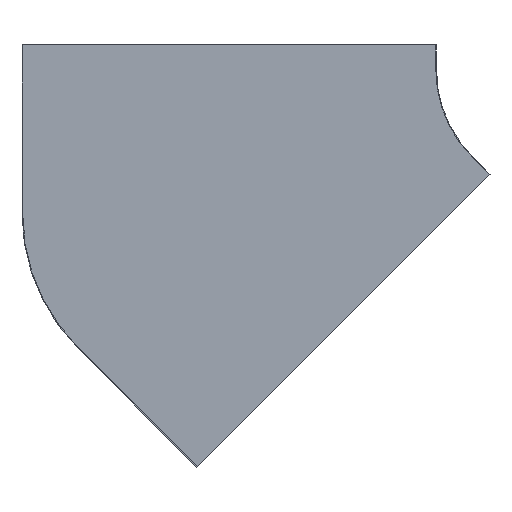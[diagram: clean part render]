
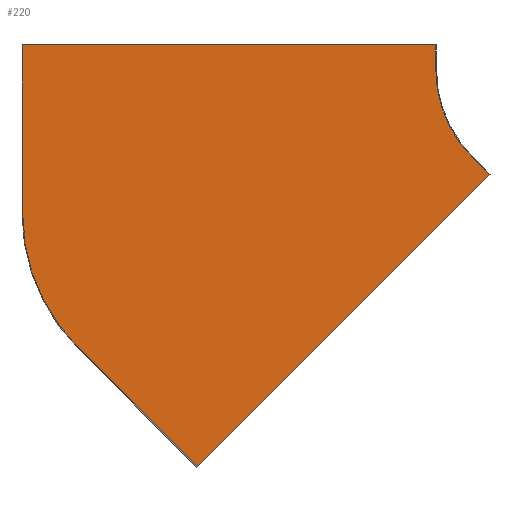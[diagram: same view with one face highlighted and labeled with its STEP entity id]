
A CAD part, front view. The second image highlights one B-rep face of the part: STEP entity #220.
In plain terms, the highlighted planar face has unit normal (0, -1, 0).
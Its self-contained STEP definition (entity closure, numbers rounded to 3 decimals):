
#4 = DIRECTION ( 'NONE',  ( 1., 0., 0. ) ) ;
#23 = CARTESIAN_POINT ( 'NONE',  ( -21., 0., -204.384 ) ) ;
#47 = CARTESIAN_POINT ( 'NONE',  ( 250.2, 0., -204.384 ) ) ;
#48 = CARTESIAN_POINT ( 'NONE',  ( -251., 0., 0. ) ) ;
#50 = CARTESIAN_POINT ( 'NONE',  ( -250.2, 0., -204.384 ) ) ;
#52 = DIRECTION ( 'NONE',  ( 0., 0., 1. ) ) ;
#63 = DIRECTION ( 'NONE',  ( 0., 1., 0. ) ) ;
#65 = PLANE ( 'NONE',  #231 ) ;
#74 = DIRECTION ( 'NONE',  ( 0., 0., 1. ) ) ;
#75 = DIRECTION ( 'NONE',  ( 0., 0., -1. ) ) ;
#96 = LINE ( 'NONE', #349, #99 ) ;
#97 = LINE ( 'NONE', #508, #98 ) ;
#98 = VECTOR ( 'NONE', #462, 1000. ) ;
#99 = VECTOR ( 'NONE', #356, 1000. ) ;
#163 = ORIENTED_EDGE ( 'NONE', *, *, #244, .F. ) ;
#164 = ORIENTED_EDGE ( 'NONE', *, *, #245, .F. ) ;
#165 = ORIENTED_EDGE ( 'NONE', *, *, #301, .F. ) ;
#166 = ORIENTED_EDGE ( 'NONE', *, *, #264, .F. ) ;
#167 = ORIENTED_EDGE ( 'NONE', *, *, #269, .F. ) ;
#169 = ORIENTED_EDGE ( 'NONE', *, *, #302, .F. ) ;
#171 = ORIENTED_EDGE ( 'NONE', *, *, #273, .F. ) ;
#187 = FACE_OUTER_BOUND ( 'NONE', #566, .T. ) ;
#200 = VECTOR ( 'NONE', #52, 1000. ) ;
#203 = LINE ( 'NONE', #50, #200 ) ;
#207 = LINE ( 'NONE', #47, #379 ) ;
#220 = ADVANCED_FACE ( 'NONE', ( #187 ), #65, .F. ) ;
#231 = AXIS2_PLACEMENT_3D ( 'NONE', #23, #63, #74 ) ;
#239 = EDGE_CURVE ( 'NONE', #583, #454, #203, .T. ) ;
#244 = EDGE_CURVE ( 'NONE', #457, #581, #207, .T. ) ;
#245 = EDGE_CURVE ( 'NONE', #454, #457, #381, .T. ) ;
#264 = EDGE_CURVE ( 'NONE', #578, #583, #410, .T. ) ;
#269 = EDGE_CURVE ( 'NONE', #577, #584, #419, .T. ) ;
#273 = EDGE_CURVE ( 'NONE', #581, #577, #412, .T. ) ;
#296 = AXIS2_PLACEMENT_3D ( 'NONE', #533, #532, #531 ) ;
#297 = AXIS2_PLACEMENT_3D ( 'NONE', #507, #504, #502 ) ;
#301 = EDGE_CURVE ( 'NONE', #586, #578, #97, .T. ) ;
#302 = EDGE_CURVE ( 'NONE', #584, #586, #96, .T. ) ;
#332 = CARTESIAN_POINT ( 'NONE',  ( 294.075, 0., -135.925 ) ) ;
#333 = CARTESIAN_POINT ( 'NONE',  ( -183.069, 0., -366.453 ) ) ;
#337 = CARTESIAN_POINT ( 'NONE',  ( 250.2, 0., -30. ) ) ;
#339 = CARTESIAN_POINT ( 'NONE',  ( -250.2, 0., -204.384 ) ) ;
#340 = CARTESIAN_POINT ( 'NONE',  ( 315.289, 0., -157.138 ) ) ;
#342 = CARTESIAN_POINT ( 'NONE',  ( -38.548, 0., -510.974 ) ) ;
#349 = CARTESIAN_POINT ( 'NONE',  ( -39.113, 0., -511.54 ) ) ;
#356 = DIRECTION ( 'NONE',  ( -0.707, 0., -0.707 ) ) ;
#360 = CARTESIAN_POINT ( 'NONE',  ( -250.2, 0., 0. ) ) ;
#379 = VECTOR ( 'NONE', #75, 1000. ) ;
#381 = LINE ( 'NONE', #48, #382 ) ;
#382 = VECTOR ( 'NONE', #4, 1000. ) ;
#410 = CIRCLE ( 'NONE', #296, 229.2 ) ;
#412 = CIRCLE ( 'NONE', #297, 149.8 ) ;
#419 = LINE ( 'NONE', #521, #422 ) ;
#422 = VECTOR ( 'NONE', #519, 1000. ) ;
#454 = VERTEX_POINT ( 'NONE', #360 ) ;
#457 = VERTEX_POINT ( 'NONE', #509 ) ;
#462 = DIRECTION ( 'NONE',  ( -0.707, 0., 0.707 ) ) ;
#502 = DIRECTION ( 'NONE',  ( 0., 0., 1. ) ) ;
#504 = DIRECTION ( 'NONE',  ( 0., -1., 0. ) ) ;
#507 = CARTESIAN_POINT ( 'NONE',  ( 400., 0., -30. ) ) ;
#508 = CARTESIAN_POINT ( 'NONE',  ( -183.069, 0., -366.453 ) ) ;
#509 = CARTESIAN_POINT ( 'NONE',  ( 250.2, 0., 0. ) ) ;
#519 = DIRECTION ( 'NONE',  ( 0.707, 0., -0.707 ) ) ;
#521 = CARTESIAN_POINT ( 'NONE',  ( 170.767, 0., -12.617 ) ) ;
#531 = DIRECTION ( 'NONE',  ( 0., 0., 1. ) ) ;
#532 = DIRECTION ( 'NONE',  ( 0., 1., 0. ) ) ;
#533 = CARTESIAN_POINT ( 'NONE',  ( -21., 0., -204.384 ) ) ;
#566 = EDGE_LOOP ( 'NONE', ( #163, #164, #605, #166, #165, #169, #167, #171 ) ) ;
#577 = VERTEX_POINT ( 'NONE', #332 ) ;
#578 = VERTEX_POINT ( 'NONE', #333 ) ;
#581 = VERTEX_POINT ( 'NONE', #337 ) ;
#583 = VERTEX_POINT ( 'NONE', #339 ) ;
#584 = VERTEX_POINT ( 'NONE', #340 ) ;
#586 = VERTEX_POINT ( 'NONE', #342 ) ;
#605 = ORIENTED_EDGE ( 'NONE', *, *, #239, .F. ) ;
